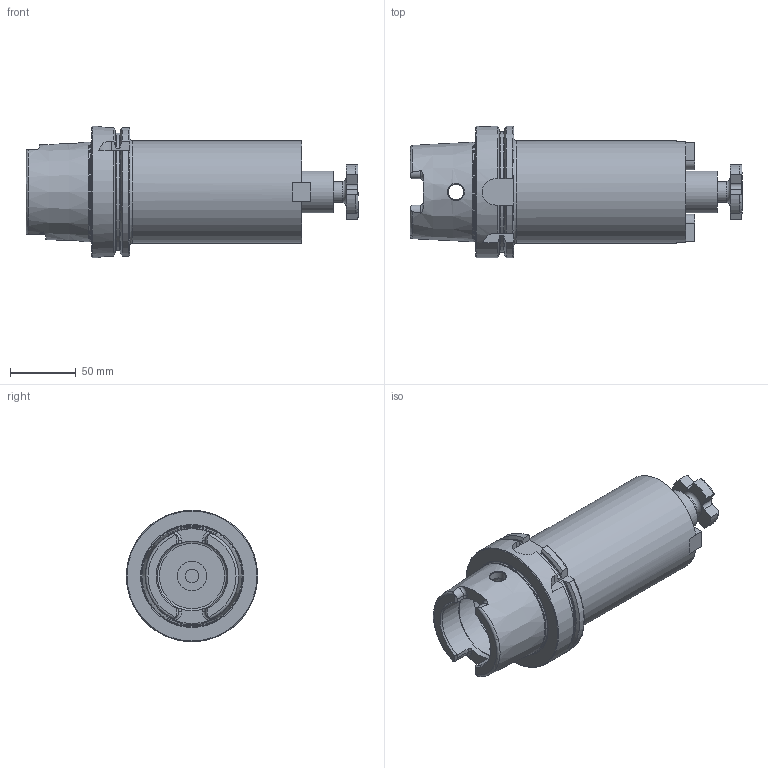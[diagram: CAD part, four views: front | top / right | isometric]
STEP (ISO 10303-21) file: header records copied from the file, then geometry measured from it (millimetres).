
FILE_DESCRIPTION(/* description */ ('','CAx-IF Rec.Pracs.---Representation and Presentation of Product Manufacturing Information (PMI)---4.0---2014-10-13'),/* implementation_level */ '2;1');
FILE_NAME(/* name */ 'ER012C.stp',/* time_stamp */ '2025-02-21T11:49:23+09:00',/* author */ ('eos'),/* organization */ (''),/* preprocessor_version */ 'ST-DEVELOPER v20',/* originating_system */ 'Autodesk Inventor 2025',/* authorisation */ '');
FILE_SCHEMA (('AP242_MANAGED_MODEL_BASED_3D_ENGINEERING_MIM_LF { 1 0 10303 442 1 1 4 }'));
Length unit declared in the file: millimetre
Products named in the file (5): LO-HSK100A-SMA16C-100; HSK63A; SMA27E-DRIV EKEY-SECO; KS B 1003 - M 6 x 16; SMA16-(M8x1.25x16)
Assembly tree (4 placements, depth 2):
  LO-HSK100A-SMA16C-100
    HSK63A
    SMA27E-DRIV EKEY-SECO  x2
    SMA16-(M8x1.25x16)
  KS B 1003 - M 6 x 16
Bounding box: 253 x 100 x 100 mm (x, y, z)
Volume: 899041.7 mm3; surface area: 102043.6 mm2
Topology: 6 solids, 6 shells, 207 faces, 531 edges, 346 vertices
Faces by surface type: plane 85, cylinder 62, torus 33, cone 25, bspline 2
Full cylindrical faces by diameter (mm): 4.5 x4, 4.917 x2, 6 x2, 6.6 x2, 10 x4, 10.5 x2, 12 x2, 13.835 x1, 16 x1, 17 x1, 22.376 x1, 25 x1, 32 x1, 53 x2, 63 x1, 75.415 x1, 78 x1, 100 x1
Entity records: 7935 total; most frequent: CARTESIAN_POINT 2392, DIRECTION 1130, ORIENTED_EDGE 942, EDGE_CURVE 471, AXIS2_PLACEMENT_3D 469, VERTEX_POINT 311, CIRCLE 226, STYLED_ITEM 222
